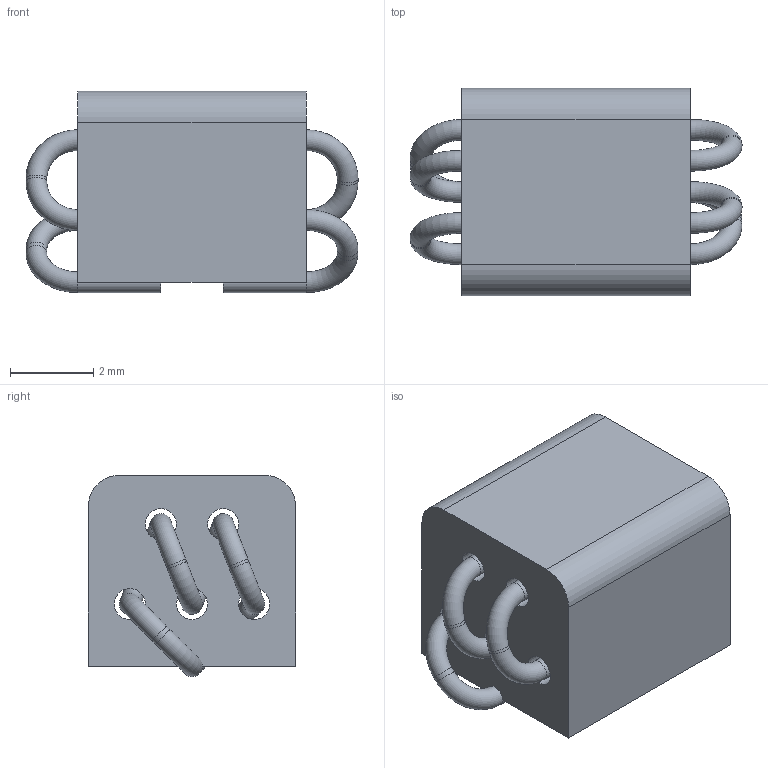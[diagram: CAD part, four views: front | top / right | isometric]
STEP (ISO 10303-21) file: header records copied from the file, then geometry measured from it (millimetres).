
FILE_DESCRIPTION(/* description */ ('Unknown'),/* implementation_level */ '2;1');
FILE_NAME(/* name */ 'FB_Wurth_WE-SUKW_7427511',/* time_stamp */ '2025-06-24T17:34:36+08:00',/* author */ ('Unknown'),/* organization */ ('Unknown'),/* preprocessor_version */ 'ST-DEVELOPER v19.4',/* originating_system */ 'Solid Edge',/* authorisation */ 'Unknown');
FILE_SCHEMA (('AUTOMOTIVE_DESIGN {1 0 10303 214 3 1 1}'));
Length unit declared in the file: millimetre
Products named in the file (2): FB_Wurth_WE-SUKW_7427511
Assembly tree (1 placements, depth 2):
  FB_Wurth_WE-SUKW_7427511
    FB_Wurth_WE-SUKW_7427511
Bounding box: 8 x 5 x 4.85 mm (x, y, z)
Volume: 122.3 mm3; surface area: 283.8 mm2
Topology: 1 solids, 1 shells, 42 faces, 109 edges, 67 vertices
Faces by surface type: cylinder 21, torus 12, plane 9
Full cylindrical faces by diameter (mm): 0.5 x11, 0.75 x5
Entity records: 1115 total; most frequent: DIRECTION 202, CARTESIAN_POINT 170, ORIENTED_EDGE 140, AXIS2_PLACEMENT_3D 88, EDGE_LOOP 80, FACE_BOUND 80, EDGE_CURVE 70, VERTEX_POINT 56
